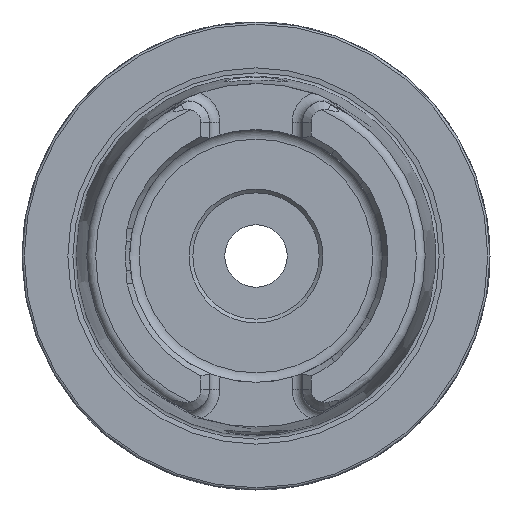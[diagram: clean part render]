
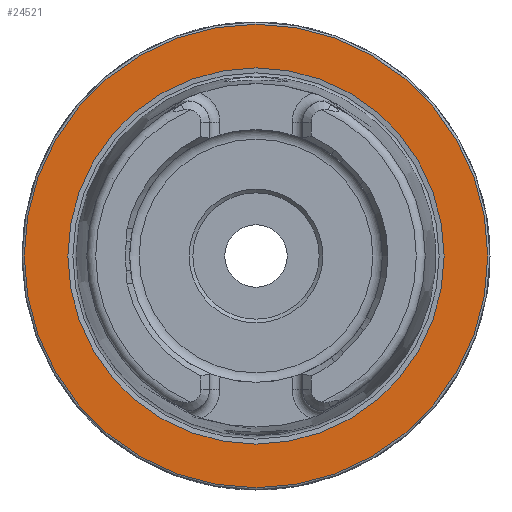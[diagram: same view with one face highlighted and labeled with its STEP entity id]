
A CAD part, left-side view. The second image highlights one B-rep face of the part: STEP entity #24521.
In plain terms, the highlighted planar face has unit normal (-1, 0, 0).
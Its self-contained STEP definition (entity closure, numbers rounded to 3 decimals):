
#593 = AXIS2_PLACEMENT_3D ( 'NONE', #36622, #33764, #8068 ) ;
#603 = DIRECTION ( 'NONE',  ( -1., 0., 0. ) ) ;
#1559 = DIRECTION ( 'NONE',  ( -1., 0., 0. ) ) ;
#2240 = EDGE_CURVE ( 'NONE', #36082, #36082, #20509, .T. ) ;
#3317 = ORIENTED_EDGE ( 'NONE', *, *, #36372, .T. ) ;
#5287 = VERTEX_POINT ( 'NONE', #29864 ) ;
#7933 = PLANE ( 'NONE',  #593 ) ;
#8068 = DIRECTION ( 'NONE',  ( 0., 0., -1. ) ) ;
#12171 = FACE_OUTER_BOUND ( 'NONE', #29187, .T. ) ;
#12893 = DIRECTION ( 'NONE',  ( 0., 0., 1. ) ) ;
#14518 = CARTESIAN_POINT ( 'NONE',  ( 0., 0., 25.324 ) ) ;
#19849 = FACE_BOUND ( 'NONE', #36503, .T. ) ;
#20509 = CIRCLE ( 'NONE', #23461, 25.324 ) ;
#20858 = CIRCLE ( 'NONE', #28933, 31.2 ) ;
#20879 = DIRECTION ( 'NONE',  ( 0., 0., 1. ) ) ;
#21617 = CARTESIAN_POINT ( 'NONE',  ( 0., 0., 0. ) ) ;
#23461 = AXIS2_PLACEMENT_3D ( 'NONE', #21617, #1559, #12893 ) ;
#24515 = ORIENTED_EDGE ( 'NONE', *, *, #2240, .F. ) ;
#24521 = ADVANCED_FACE ( 'NONE', ( #19849, #12171 ), #7933, .F. ) ;
#26970 = CARTESIAN_POINT ( 'NONE',  ( 0., 0., 0. ) ) ;
#28933 = AXIS2_PLACEMENT_3D ( 'NONE', #26970, #603, #20879 ) ;
#29187 = EDGE_LOOP ( 'NONE', ( #3317 ) ) ;
#29864 = CARTESIAN_POINT ( 'NONE',  ( 0., 0., 31.2 ) ) ;
#33764 = DIRECTION ( 'NONE',  ( 1., 0., 0. ) ) ;
#36082 = VERTEX_POINT ( 'NONE', #14518 ) ;
#36372 = EDGE_CURVE ( 'NONE', #5287, #5287, #20858, .T. ) ;
#36503 = EDGE_LOOP ( 'NONE', ( #24515 ) ) ;
#36622 = CARTESIAN_POINT ( 'NONE',  ( 0., 31.2, 0. ) ) ;
